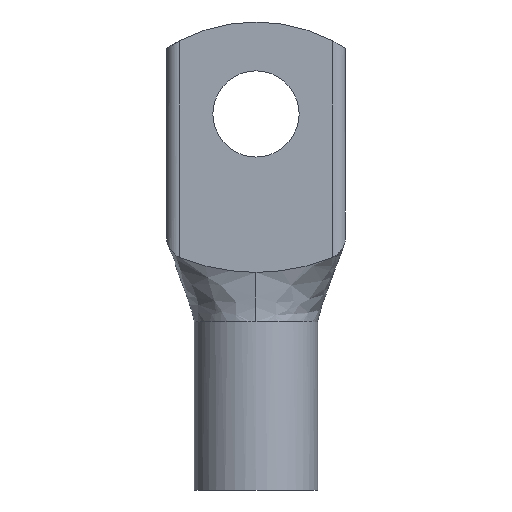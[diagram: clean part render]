
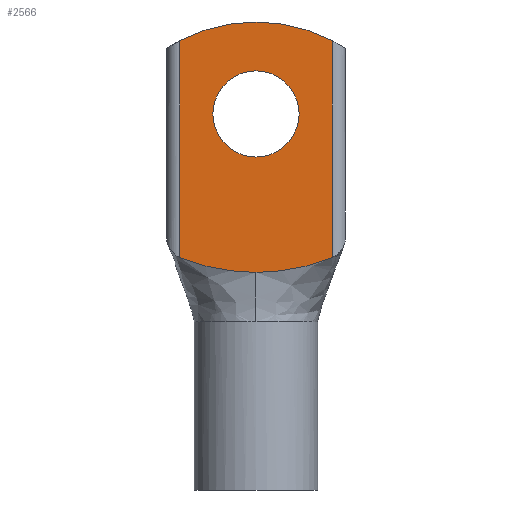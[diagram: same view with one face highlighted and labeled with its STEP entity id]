
A CAD part, front view. The second image highlights one B-rep face of the part: STEP entity #2566.
In plain terms, the highlighted planar face has unit normal (0, -1, 0).
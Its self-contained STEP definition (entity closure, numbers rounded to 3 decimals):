
#51 = CARTESIAN_POINT ( 'NONE',  ( 0., 0., 25.3 ) ) ;
#85 = EDGE_CURVE ( 'NONE', #2853, #2866, #1844, .T. ) ;
#99 = B_SPLINE_CURVE_WITH_KNOTS ( 'NONE', 3,
 ( #778, #524, #1922, #2075, #949, #1604, #1826, #1364, #2318 ),
 .UNSPECIFIED., .F., .F.,
 ( 4, 1, 1, 1, 2, 4 ),
 ( 0.5, 0.625, 0.75, 0.875, 1., 1. ),
 .UNSPECIFIED. ) ;
#141 = VERTEX_POINT ( 'NONE', #2725 ) ;
#226 = CARTESIAN_POINT ( 'NONE',  ( 8.522, 0., 7.511 ) ) ;
#284 = CARTESIAN_POINT ( 'NONE',  ( -9.3, 0., 4.401 ) ) ;
#302 = LINE ( 'NONE', #342, #2109 ) ;
#329 = ORIENTED_EDGE ( 'NONE', *, *, #85, .F. ) ;
#332 = DIRECTION ( 'NONE',  ( 0., -1., 0. ) ) ;
#342 = CARTESIAN_POINT ( 'NONE',  ( 9.3, 0., 4.401 ) ) ;
#524 = CARTESIAN_POINT ( 'NONE',  ( -0.795, 0., 6.001 ) ) ;
#720 = CARTESIAN_POINT ( 'NONE',  ( 0., 0., 6.001 ) ) ;
#778 = CARTESIAN_POINT ( 'NONE',  ( 0., 0., 6.001 ) ) ;
#825 = EDGE_CURVE ( 'NONE', #2446, #141, #2812, .T. ) ;
#834 = VERTEX_POINT ( 'NONE', #1649 ) ;
#837 = EDGE_LOOP ( 'NONE', ( #1640, #1224 ) ) ;
#911 = EDGE_CURVE ( 'NONE', #1368, #2529, #1404, .T. ) ;
#931 = CARTESIAN_POINT ( 'NONE',  ( 0., 0., 6.001 ) ) ;
#933 = CARTESIAN_POINT ( 'NONE',  ( 0., 0., 16.5 ) ) ;
#949 = CARTESIAN_POINT ( 'NONE',  ( -6.98, 0., 6.972 ) ) ;
#968 = PLANE ( 'NONE',  #1624 ) ;
#997 = AXIS2_PLACEMENT_3D ( 'NONE', #2311, #2121, #2070 ) ;
#1118 = CARTESIAN_POINT ( 'NONE',  ( -9.3, 0., 7.83 ) ) ;
#1180 = DIRECTION ( 'NONE',  ( 0., 0., 1. ) ) ;
#1224 = ORIENTED_EDGE ( 'NONE', *, *, #1315, .T. ) ;
#1242 = CARTESIAN_POINT ( 'NONE',  ( -9.3, 0., 4.401 ) ) ;
#1294 = FACE_OUTER_BOUND ( 'NONE', #2548, .T. ) ;
#1315 = EDGE_CURVE ( 'NONE', #141, #2446, #1925, .T. ) ;
#1364 = CARTESIAN_POINT ( 'NONE',  ( -9.3, 0., 7.83 ) ) ;
#1368 = VERTEX_POINT ( 'NONE', #1118 ) ;
#1391 = CARTESIAN_POINT ( 'NONE',  ( 9.3, 0., 7.83 ) ) ;
#1404 = LINE ( 'NONE', #284, #2045 ) ;
#1406 = CARTESIAN_POINT ( 'NONE',  ( 4.678, 0., 6.412 ) ) ;
#1427 = CARTESIAN_POINT ( 'NONE',  ( 0., 0., 20.05 ) ) ;
#1431 = EDGE_CURVE ( 'NONE', #834, #2529, #1605, .T. ) ;
#1442 = DIRECTION ( 'NONE',  ( 0., 0., 1. ) ) ;
#1485 = ORIENTED_EDGE ( 'NONE', *, *, #2414, .F. ) ;
#1529 = ORIENTED_EDGE ( 'NONE', *, *, #2232, .T. ) ;
#1604 = CARTESIAN_POINT ( 'NONE',  ( -8.522, 0., 7.511 ) ) ;
#1605 = CIRCLE ( 'NONE', #2149, 20. ) ;
#1624 = AXIS2_PLACEMENT_3D ( 'NONE', #1242, #332, #2839 ) ;
#1640 = ORIENTED_EDGE ( 'NONE', *, *, #825, .T. ) ;
#1649 = CARTESIAN_POINT ( 'NONE',  ( 9.3, 0., 34.206 ) ) ;
#1656 = ORIENTED_EDGE ( 'NONE', *, *, #1431, .T. ) ;
#1826 = CARTESIAN_POINT ( 'NONE',  ( -9.3, 0., 7.83 ) ) ;
#1844 = B_SPLINE_CURVE_WITH_KNOTS ( 'NONE', 3,
 ( #1391, #226, #2315, #1406, #2266, #2029, #931 ),
 .UNSPECIFIED., .F., .F.,
 ( 4, 1, 1, 1, 4 ),
 ( 0., 0.125, 0.25, 0.375, 0.5 ),
 .UNSPECIFIED. ) ;
#1890 = DIRECTION ( 'NONE',  ( 0., 0., 1. ) ) ;
#1903 = DIRECTION ( 'NONE',  ( 0., 0., 1. ) ) ;
#1910 = CARTESIAN_POINT ( 'NONE',  ( -9.3, 0., 34.206 ) ) ;
#1922 = CARTESIAN_POINT ( 'NONE',  ( -2.363, 0., 6.078 ) ) ;
#1925 = CIRCLE ( 'NONE', #2526, 5.25 ) ;
#1951 = FACE_BOUND ( 'NONE', #837, .T. ) ;
#2029 = CARTESIAN_POINT ( 'NONE',  ( 0.795, 0., 6.001 ) ) ;
#2043 = DIRECTION ( 'NONE',  ( 0., -1., 0. ) ) ;
#2045 = VECTOR ( 'NONE', #1903, 1000. ) ;
#2070 = DIRECTION ( 'NONE',  ( 0., 0., 1. ) ) ;
#2075 = CARTESIAN_POINT ( 'NONE',  ( -4.678, 0., 6.412 ) ) ;
#2081 = CARTESIAN_POINT ( 'NONE',  ( 9.3, 0., 7.83 ) ) ;
#2109 = VECTOR ( 'NONE', #1442, 1000. ) ;
#2121 = DIRECTION ( 'NONE',  ( 0., 1., 0. ) ) ;
#2149 = AXIS2_PLACEMENT_3D ( 'NONE', #933, #2043, #1180 ) ;
#2232 = EDGE_CURVE ( 'NONE', #2853, #834, #302, .T. ) ;
#2266 = CARTESIAN_POINT ( 'NONE',  ( 2.363, 0., 6.078 ) ) ;
#2311 = CARTESIAN_POINT ( 'NONE',  ( 0., 0., 25.3 ) ) ;
#2315 = CARTESIAN_POINT ( 'NONE',  ( 6.98, 0., 6.972 ) ) ;
#2318 = CARTESIAN_POINT ( 'NONE',  ( -9.3, 0., 7.83 ) ) ;
#2414 = EDGE_CURVE ( 'NONE', #2866, #1368, #99, .T. ) ;
#2446 = VERTEX_POINT ( 'NONE', #1427 ) ;
#2526 = AXIS2_PLACEMENT_3D ( 'NONE', #51, #2530, #1890 ) ;
#2529 = VERTEX_POINT ( 'NONE', #1910 ) ;
#2530 = DIRECTION ( 'NONE',  ( 0., 1., 0. ) ) ;
#2535 = ORIENTED_EDGE ( 'NONE', *, *, #911, .F. ) ;
#2548 = EDGE_LOOP ( 'NONE', ( #1529, #1656, #2535, #1485, #329 ) ) ;
#2566 = ADVANCED_FACE ( 'NONE', ( #1951, #1294 ), #968, .T. ) ;
#2725 = CARTESIAN_POINT ( 'NONE',  ( 0., 0., 30.55 ) ) ;
#2812 = CIRCLE ( 'NONE', #997, 5.25 ) ;
#2839 = DIRECTION ( 'NONE',  ( 0., 0., -1. ) ) ;
#2853 = VERTEX_POINT ( 'NONE', #2081 ) ;
#2866 = VERTEX_POINT ( 'NONE', #720 ) ;
